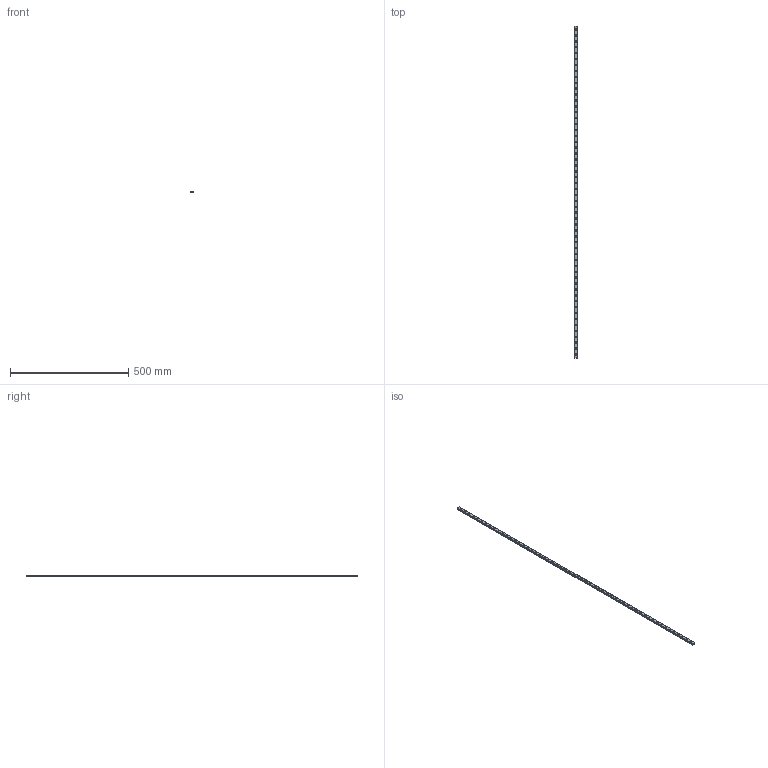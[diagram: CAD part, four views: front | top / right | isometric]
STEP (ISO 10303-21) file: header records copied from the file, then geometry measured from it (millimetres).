
FILE_DESCRIPTION(('STEP AP214'),'1');
FILE_NAME('cctmp_FF549AF1-5942-4A2B-A5DC-F6C30FD015E6_2021_02_19_11_22_41_0346..stp','2021-02-19T10:22:41',('HIWIN GmbH'),('CADClick - www.CADClick.com'),'Spatial InterOp 3D',' ','unknown authorization');
FILE_SCHEMA(('AUTOMOTIVE_DESIGN'));
Length unit declared in the file: millimetre
Products named in the file (1): MGNR12R1405CM_FILE
Bounding box: 12 x 1405 x 8 mm (x, y, z)
Volume: 120363 mm3; surface area: 69862.5 mm2
Topology: 1 solids, 1 shells, 599 faces, 1275 edges, 850 vertices
Faces by surface type: cylinder 352, plane 247
Entity records: 21289 total; most frequent: DIRECTION 3179, CARTESIAN_POINT 2725, ORIENTED_EDGE 2550, AXIS2_PLACEMENT_3D 1304, EDGE_CURVE 1275, VERTEX_POINT 850, EDGE_LOOP 771, CIRCLE 704
